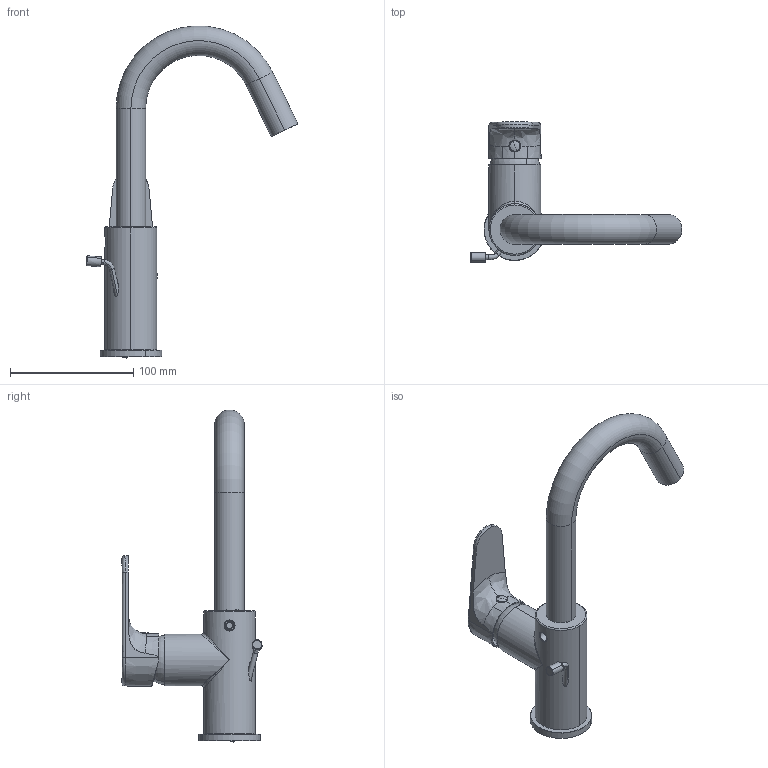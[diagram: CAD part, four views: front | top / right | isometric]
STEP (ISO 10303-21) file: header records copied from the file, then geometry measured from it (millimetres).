
FILE_DESCRIPTION(('CATIA V5 STEP Exchange','CAx-IF Rec.Pracs.--- Model Styling and Organization---1.5--- 2016-08-15','CAx-IF Rec.Pracs.---Supplemental Geometry---1.0---2011-11-01','CAx-IF Rec.Pracs.--- Composite Materials ---3.4---2017-06-13','CAx-IF Rec.Pracs.---Tessellated 3D Geometry---1.0---2015-12-17'),'2;1');
FILE_NAME('A3000475.stp','2024-07-01T13:37:27+00:00',('none'),('none'),'CATIA Version 5-6 Release 2020 SP2','CATIA V5 STEP AP242 v2','none');
FILE_SCHEMA(('AP242_MANAGED_MODEL_BASED_3D_ENGINEERING_MIM_LF {1 0 10303 442 1 1 4}'));
Length unit declared in the file: millimetre
Products named in the file (1): A3000475
Bounding box: 171.92 x 113.82 x 269.57 mm (x, y, z)
Volume: 53636.5 mm3; surface area: 83455.5 mm2
Topology: 8 solids, 72 shells, 250 faces, 747 edges, 581 vertices
Faces by surface type: cylinder 72, plane 64, cone 51, torus 40, bspline 21, sphere 2
Entity records: 12000 total; most frequent: CARTESIAN_POINT 5829, ORIENTED_EDGE 1148, DIRECTION 921, EDGE_CURVE 739, VERTEX_POINT 581, AXIS2_PLACEMENT_3D 519, CIRCLE 344, EDGE_LOOP 279
